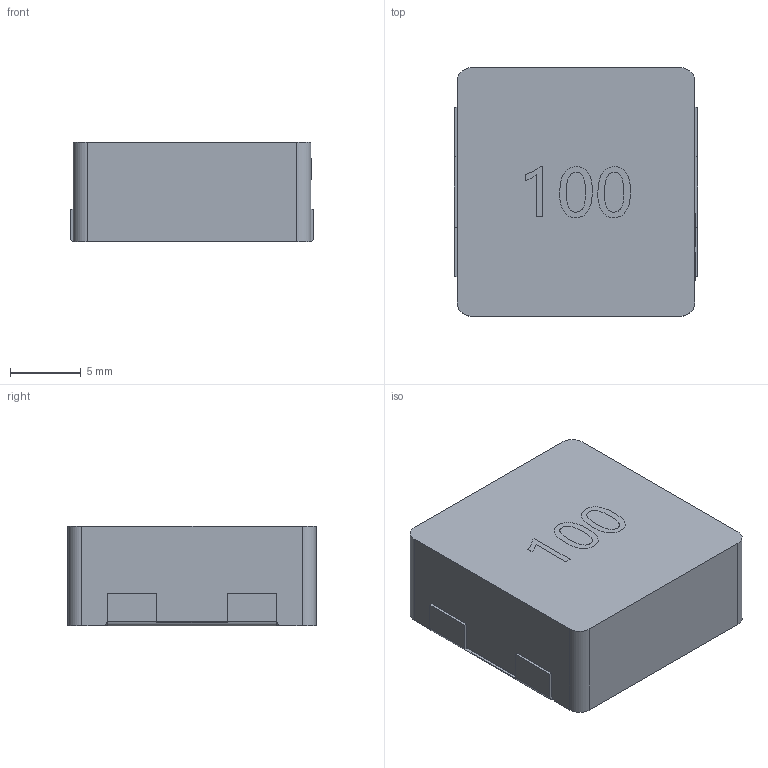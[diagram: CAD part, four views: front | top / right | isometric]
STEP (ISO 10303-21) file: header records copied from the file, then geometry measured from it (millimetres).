
FILE_DESCRIPTION (( 'STEP AP214' ), '1' );
FILE_NAME ('IND-SMD_L17.5-W17.2-H7.0.step', '2022-07-08T23:45:09', ( '' ), ( '' ), 'SwSTEP 2.0', 'SolidWorks 2020', '' );
FILE_SCHEMA (( 'AUTOMOTIVE_DESIGN' ));
Length unit declared in the file: millimetre
Products named in the file (1): IND-SMD_L17.5-W17.2-H7.0
Bounding box: 17.15 x 17.5 x 7.01 mm (x, y, z)
Volume: 2050.7 mm3; surface area: 1238.2 mm2
Topology: 3 solids, 3 shells, 363 faces, 978 edges, 652 vertices
Faces by surface type: plane 221, bspline 130, cylinder 12
Entity records: 17615 total; most frequent: CARTESIAN_POINT 5360, ORIENTED_EDGE 1956, DIRECTION 1202, EDGE_CURVE 978, LINE 686, VECTOR 686, VERTEX_POINT 652, EDGE_LOOP 394
